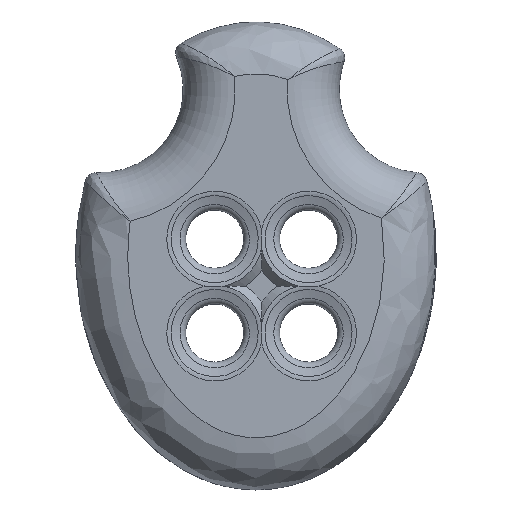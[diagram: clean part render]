
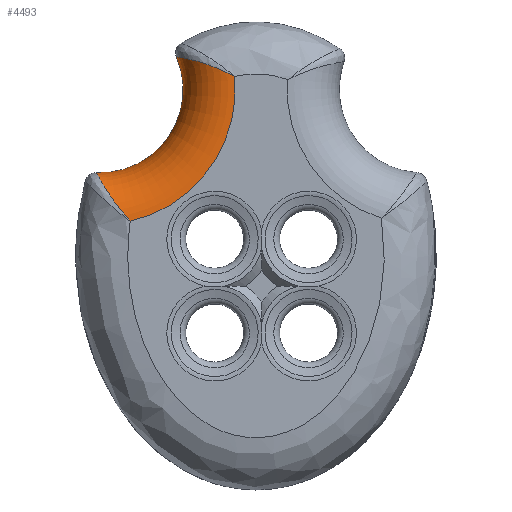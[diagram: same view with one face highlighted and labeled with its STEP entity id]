
A CAD part, top view. The second image highlights one B-rep face of the part: STEP entity #4493.
In plain terms, the highlighted toroidal (fillet/blend) face has major radius 24.44 mm and minor radius 9.4 mm.
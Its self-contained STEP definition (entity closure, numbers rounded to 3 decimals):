
#54=TOROIDAL_SURFACE('',#4895,24.44,9.4);
#908=FACE_OUTER_BOUND('',#1194,.T.);
#1194=EDGE_LOOP('',(#3808,#3809,#3810,#3811));
#1447=B_SPLINE_CURVE_WITH_KNOTS('',3,(#10626,#10627,#10628,#10629,#10630,
#10631,#10632,#10633,#10634,#10635),.UNSPECIFIED.,.F.,.F.,(4,2,2,2,4),(-0.001,
0.,0.595,0.961,1.297),.UNSPECIFIED.);
#1451=B_SPLINE_CURVE_WITH_KNOTS('',3,(#10926,#10927,#10928,#10929,#10930,
#10931,#10932,#10933,#10934,#10935,#10936,#10937,#10938,#10939,#10940,#10941,
#10942,#10943,#10944),.UNSPECIFIED.,.F.,.F.,(4,1,1,2,1,2,1,2,1,2,2,4),(0.,
0.084,0.169,0.338,0.525,
0.712,0.877,1.042,1.174,1.306,
1.342,1.343),.UNSPECIFIED.);
#1552=CIRCLE('',#4673,24.44);
#1652=CIRCLE('',#4896,15.04);
#1788=VERTEX_POINT('',#7340);
#1801=VERTEX_POINT('',#7545);
#2061=VERTEX_POINT('',#10625);
#2063=VERTEX_POINT('',#10925);
#2276=EDGE_CURVE('',#1788,#1801,#1552,.T.);
#2668=EDGE_CURVE('',#1788,#2061,#1447,.T.);
#2675=EDGE_CURVE('',#2063,#1801,#1451,.T.);
#2676=EDGE_CURVE('',#2063,#2061,#1652,.T.);
#3808=ORIENTED_EDGE('',*,*,#2668,.F.);
#3809=ORIENTED_EDGE('',*,*,#2276,.T.);
#3810=ORIENTED_EDGE('',*,*,#2675,.F.);
#3811=ORIENTED_EDGE('',*,*,#2676,.T.);
#4493=ADVANCED_FACE('',(#908),#54,.T.);
#4673=AXIS2_PLACEMENT_3D('',#7552,#5159,#5160);
#4895=AXIS2_PLACEMENT_3D('',#10924,#5802,#5803);
#4896=AXIS2_PLACEMENT_3D('',#10945,#5804,#5805);
#5159=DIRECTION('center_axis',(0.,0.,1.));
#5160=DIRECTION('ref_axis',(0.824,-0.566,0.));
#5802=DIRECTION('center_axis',(0.,0.,-1.));
#5803=DIRECTION('ref_axis',(0.824,-0.566,0.));
#5804=DIRECTION('center_axis',(0.,0.,-1.));
#5805=DIRECTION('ref_axis',(0.824,-0.566,0.));
#7340=CARTESIAN_POINT('',(-38.195,-60.219,-0.576));
#7545=CARTESIAN_POINT('',(-19.315,-34.054,-0.576));
#7552=CARTESIAN_POINT('Origin',(-43.643,-36.394,-0.576));
#10625=CARTESIAN_POINT('',(-44.286,-51.421,-9.976));
#10626=CARTESIAN_POINT('Ctrl Pts',(-38.195,-60.219,
-0.576));
#10627=CARTESIAN_POINT('Ctrl Pts',(-38.199,-60.215,
-0.576));
#10628=CARTESIAN_POINT('Ctrl Pts',(-38.203,-60.211,-0.576));
#10629=CARTESIAN_POINT('Ctrl Pts',(-39.747,-58.401,
-0.586));
#10630=CARTESIAN_POINT('Ctrl Pts',(-41.185,-56.554,
-1.271));
#10631=CARTESIAN_POINT('Ctrl Pts',(-42.914,-53.911,
-3.468));
#10632=CARTESIAN_POINT('Ctrl Pts',(-43.436,-53.008,
-4.573));
#10633=CARTESIAN_POINT('Ctrl Pts',(-44.113,-51.769,
-7.122));
#10634=CARTESIAN_POINT('Ctrl Pts',(-44.285,-51.418,
-8.538));
#10635=CARTESIAN_POINT('Ctrl Pts',(-44.286,-51.421,
-9.976));
#10924=CARTESIAN_POINT('Origin',(-43.643,-36.394,-9.976));
#10925=CARTESIAN_POINT('',(-29.804,-30.504,-9.976));
#10926=CARTESIAN_POINT('Ctrl Pts',(-29.804,-30.504,
-9.976));
#10927=CARTESIAN_POINT('Ctrl Pts',(-29.804,-30.504,
-9.619));
#10928=CARTESIAN_POINT('Ctrl Pts',(-29.756,-30.511,
-8.899));
#10929=CARTESIAN_POINT('Ctrl Pts',(-29.471,-30.555,
-7.487));
#10930=CARTESIAN_POINT('Ctrl Pts',(-29.067,-30.62,
-6.511));
#10931=CARTESIAN_POINT('Ctrl Pts',(-28.356,-30.752,-5.227));
#10932=CARTESIAN_POINT('Ctrl Pts',(-27.458,-30.935,
-4.011));
#10933=CARTESIAN_POINT('Ctrl Pts',(-26.341,-31.22,
-3.044));
#10934=CARTESIAN_POINT('Ctrl Pts',(-25.235,-31.544,-2.264));
#10935=CARTESIAN_POINT('Ctrl Pts',(-24.157,-31.894,
-1.639));
#10936=CARTESIAN_POINT('Ctrl Pts',(-23.021,-32.334,-1.205));
#10937=CARTESIAN_POINT('Ctrl Pts',(-21.995,-32.762,
-0.902));
#10938=CARTESIAN_POINT('Ctrl Pts',(-21.077,-33.167,-0.692));
#10939=CARTESIAN_POINT('Ctrl Pts',(-20.157,-33.618,
-0.6));
#10940=CARTESIAN_POINT('Ctrl Pts',(-19.577,-33.917,
-0.579));
#10941=CARTESIAN_POINT('Ctrl Pts',(-19.453,-33.981,
-0.576));
#10942=CARTESIAN_POINT('Ctrl Pts',(-19.325,-34.049,
-0.576));
#10943=CARTESIAN_POINT('Ctrl Pts',(-19.32,-34.052,
-0.576));
#10944=CARTESIAN_POINT('Ctrl Pts',(-19.315,-34.054,
-0.576));
#10945=CARTESIAN_POINT('Origin',(-43.643,-36.394,-9.976));
